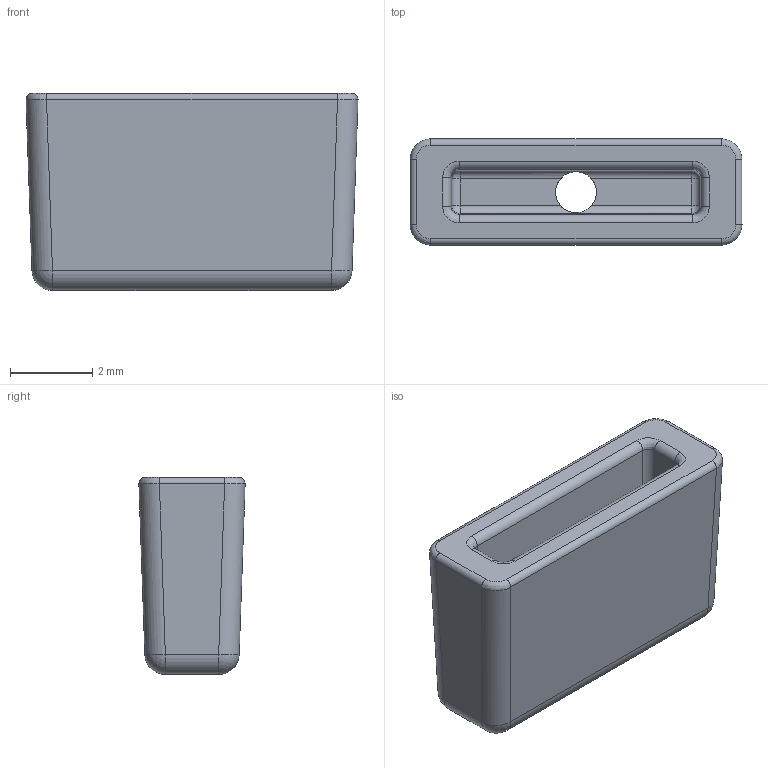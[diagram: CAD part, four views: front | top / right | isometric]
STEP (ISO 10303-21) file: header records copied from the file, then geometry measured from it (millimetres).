
FILE_DESCRIPTION(('STEP AP214'),'1');
FILE_NAME('cctmp_DED228FE-8C7F-46B4-94C8-2BFF213F3C46_2020_1_10_11_9_49_222..stp','2020-01-10T10:09:49',('Bosch Rexroth AG'),('CADClick - www.CADClick.com'),'Spatial InterOp 3D',' ','unknown authorization - (Healing Option Enabled)');
FILE_SCHEMA(('AUTOMOTIVE_DESIGN'));
Length unit declared in the file: millimetre
Products named in the file (1): 2020_01_10__11-09-49-222
Bounding box: 8.09 x 2.59 x 4.8 mm (x, y, z)
Volume: 69.1 mm3; surface area: 172.4 mm2
Topology: 1 solids, 1 shells, 61 faces, 134 edges, 74 vertices
Faces by surface type: cylinder 26, plane 13, bspline 12, sphere 8, torus 2
Entity records: 8121 total; most frequent: CARTESIAN_POINT 6401, ORIENTED_EDGE 268, DIRECTION 214, EDGE_CURVE 134, AXIS2_PLACEMENT_3D 80, VERTEX_POINT 74, STYLED_ITEM 62, PRESENTATION_STYLE_ASSIGNMENT 62
